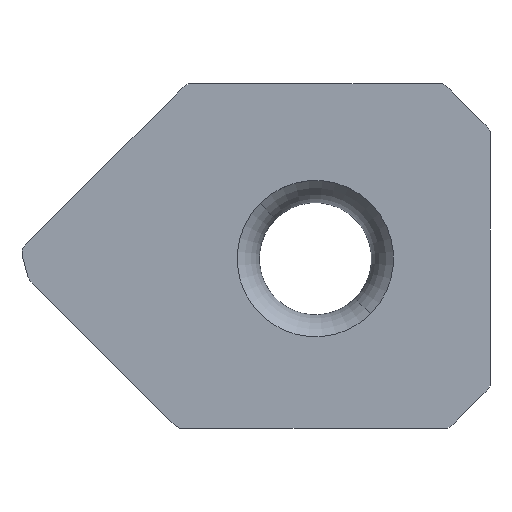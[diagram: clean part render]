
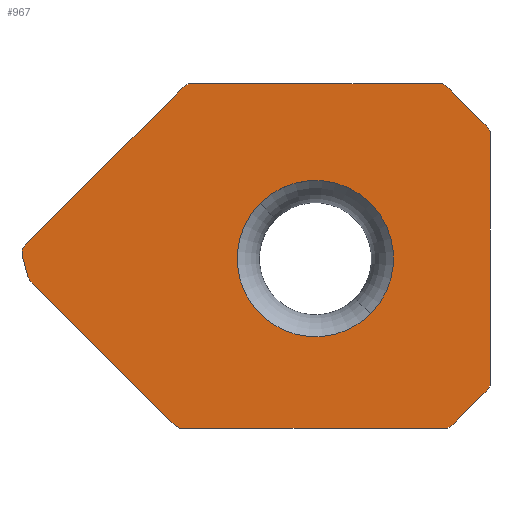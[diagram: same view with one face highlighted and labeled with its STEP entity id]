
A CAD part, top view. The second image highlights one B-rep face of the part: STEP entity #967.
In plain terms, the highlighted planar face has unit normal (0, 0, 1).
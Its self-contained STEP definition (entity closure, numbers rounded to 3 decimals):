
#24=DIRECTION('',(-0.707,0.707,0.));
#25=VECTOR('',#24,1.818);
#26=CARTESIAN_POINT('',(6.469,5.184,0.));
#27=LINE('',#26,#25);
#250=CARTESIAN_POINT('',(0.,0.,0.));
#251=DIRECTION('',(0.,0.,-1.));
#252=DIRECTION('',(-0.707,0.707,0.));
#253=AXIS2_PLACEMENT_3D('',#250,#251,#252);
#280=DIRECTION('',(-1.,0.,0.));
#281=VECTOR('',#280,10.28);
#282=CARTESIAN_POINT('',(5.071,-6.5,0.));
#283=LINE('',#282,#281);
#287=CARTESIAN_POINT('',(-5.562,-6.241,0.));
#288=CARTESIAN_POINT('',(-5.47,-6.332,0.));
#289=CARTESIAN_POINT('',(-5.352,-6.422,0.));
#290=CARTESIAN_POINT('',(-5.224,-6.492,0.));
#291=CARTESIAN_POINT('',(-5.209,-6.5,0.));
#296=CARTESIAN_POINT('',(345.365,349.919,0.));
#297=DIRECTION('',(0.,0.,1.));
#298=DIRECTION('',(-0.712,-0.702,0.));
#299=AXIS2_PLACEMENT_3D('',#296,#297,#298);
#304=CARTESIAN_POINT('',(-11.027,-0.699,0.));
#305=CARTESIAN_POINT('',(-11.025,-0.703,0.));
#306=CARTESIAN_POINT('',(-11.004,-0.75,
0.));
#307=CARTESIAN_POINT('',(-10.956,-0.834,
0.));
#308=CARTESIAN_POINT('',(-10.897,-0.905,
0.));
#309=CARTESIAN_POINT('',(-10.865,-0.937,
0.));
#314=DIRECTION('',(-0.259,0.966,0.));
#315=VECTOR('',#314,0.822);
#316=CARTESIAN_POINT('',(-11.027,-0.699,0.));
#317=LINE('',#316,#315);
#321=CARTESIAN_POINT('',(-11.123,0.53,0.));
#322=CARTESIAN_POINT('',(-11.16,0.493,0.));
#323=CARTESIAN_POINT('',(-11.221,0.406,0.));
#324=CARTESIAN_POINT('',(-11.263,0.252,0.));
#325=CARTESIAN_POINT('',(-11.253,0.146,0.));
#326=CARTESIAN_POINT('',(-11.24,0.095,0.));
#331=CARTESIAN_POINT('',(-5.184,6.469,0.));
#332=CARTESIAN_POINT('',(-5.104,6.549,0.));
#333=CARTESIAN_POINT('',(-5.,6.629,0.));
#334=CARTESIAN_POINT('',(-4.886,6.692,0.));
#335=CARTESIAN_POINT('',(-4.871,6.7,0.));
#340=DIRECTION('',(1.,0.,0.));
#341=VECTOR('',#340,9.742);
#342=CARTESIAN_POINT('',(-4.871,6.7,0.));
#343=LINE('',#342,#341);
#347=CARTESIAN_POINT('',(5.184,6.469,0.));
#348=CARTESIAN_POINT('',(5.104,6.549,0.));
#349=CARTESIAN_POINT('',(5.,6.629,0.));
#350=CARTESIAN_POINT('',(4.886,6.692,0.));
#351=CARTESIAN_POINT('',(4.871,6.7,0.));
#356=CARTESIAN_POINT('',(6.7,4.871,0.));
#357=CARTESIAN_POINT('',(6.692,4.886,0.));
#358=CARTESIAN_POINT('',(6.629,5.,0.));
#359=CARTESIAN_POINT('',(6.549,5.104,0.));
#360=CARTESIAN_POINT('',(6.469,5.184,0.));
#365=DIRECTION('',(0.,1.,0.));
#366=VECTOR('',#365,9.742);
#367=CARTESIAN_POINT('',(6.7,-4.871,0.));
#368=LINE('',#367,#366);
#372=CARTESIAN_POINT('',(6.7,-4.871,0.));
#373=CARTESIAN_POINT('',(6.692,-4.886,0.));
#374=CARTESIAN_POINT('',(6.629,-5.,0.));
#375=CARTESIAN_POINT('',(6.549,-5.104,0.));
#376=CARTESIAN_POINT('',(6.469,-5.184,0.));
#381=CARTESIAN_POINT('',(5.071,-6.5,0.));
#382=CARTESIAN_POINT('',(5.086,-6.492,0.));
#383=CARTESIAN_POINT('',(5.2,-6.429,0.));
#384=CARTESIAN_POINT('',(5.304,-6.349,0.));
#385=CARTESIAN_POINT('',(5.384,-6.269,0.));
#390=CARTESIAN_POINT('',(0.,0.,0.));
#391=DIRECTION('',(0.,0.,-1.));
#392=DIRECTION('',(0.707,-0.707,0.));
#393=AXIS2_PLACEMENT_3D('',#390,#391,#392);
#503=DIRECTION('',(-0.707,-0.707,0.));
#504=VECTOR('',#503,8.4);
#505=CARTESIAN_POINT('',(-5.184,6.469,0.));
#506=LINE('',#505,#504);
#538=DIRECTION('',(0.707,0.707,0.));
#539=VECTOR('',#538,1.535);
#540=CARTESIAN_POINT('',(5.384,-6.269,0.));
#541=LINE('',#540,#539);
#575=CARTESIAN_POINT('',(2.121,-2.121,0.));
#576=CARTESIAN_POINT('',(-2.121,2.121,0.));
#577=VERTEX_POINT('',#575);
#578=VERTEX_POINT('',#576);
#595=CARTESIAN_POINT('',(5.071,-6.5,0.));
#596=CARTESIAN_POINT('',(-5.209,-6.5,0.));
#597=VERTEX_POINT('',#595);
#598=VERTEX_POINT('',#596);
#599=CARTESIAN_POINT('',(6.7,-4.871,0.));
#600=CARTESIAN_POINT('',(6.7,4.871,0.));
#601=VERTEX_POINT('',#599);
#602=VERTEX_POINT('',#600);
#603=CARTESIAN_POINT('',(-4.871,6.7,0.));
#604=CARTESIAN_POINT('',(4.871,6.7,0.));
#605=VERTEX_POINT('',#603);
#606=VERTEX_POINT('',#604);
#607=CARTESIAN_POINT('',(5.184,6.469,0.));
#609=VERTEX_POINT('',#607);
#612=CARTESIAN_POINT('',(6.469,5.184,0.));
#614=VERTEX_POINT('',#612);
#616=CARTESIAN_POINT('',(6.469,-5.184,0.));
#618=VERTEX_POINT('',#616);
#620=CARTESIAN_POINT('',(5.384,-6.269,0.));
#622=VERTEX_POINT('',#620);
#623=CARTESIAN_POINT('',(-5.184,6.469,0.));
#625=VERTEX_POINT('',#623);
#630=CARTESIAN_POINT('',(-5.562,-6.241,0.));
#632=VERTEX_POINT('',#630);
#633=VERTEX_POINT('',#304);
#634=VERTEX_POINT('',#309);
#635=CARTESIAN_POINT('',(-11.123,0.53,0.));
#637=VERTEX_POINT('',#635);
#639=VERTEX_POINT('',#326);
#927=CARTESIAN_POINT('',(0.,0.,0.));
#928=DIRECTION('',(0.,0.,1.));
#929=DIRECTION('',(0.707,-0.707,0.));
#930=AXIS2_PLACEMENT_3D('',#927,#928,#929);
#931=PLANE('',#930);
#933=ORIENTED_EDGE('',*,*,#932,.T.);
#935=ORIENTED_EDGE('',*,*,#934,.F.);
#937=ORIENTED_EDGE('',*,*,#936,.F.);
#939=ORIENTED_EDGE('',*,*,#938,.F.);
#941=ORIENTED_EDGE('',*,*,#940,.T.);
#943=ORIENTED_EDGE('',*,*,#942,.F.);
#945=ORIENTED_EDGE('',*,*,#944,.F.);
#947=ORIENTED_EDGE('',*,*,#946,.T.);
#949=ORIENTED_EDGE('',*,*,#948,.T.);
#951=ORIENTED_EDGE('',*,*,#950,.F.);
#952=ORIENTED_EDGE('',*,*,#650,.F.);
#953=ORIENTED_EDGE('',*,*,#702,.F.);
#954=ORIENTED_EDGE('',*,*,#717,.F.);
#955=ORIENTED_EDGE('',*,*,#771,.T.);
#957=ORIENTED_EDGE('',*,*,#956,.F.);
#959=ORIENTED_EDGE('',*,*,#958,.F.);
#960=EDGE_LOOP('',(#933,#935,#937,#939,#941,#943,#945,#947,#949,#951,#952,#953,
#954,#955,#957,#959));
#961=FACE_OUTER_BOUND('',#960,.F.);
#963=ORIENTED_EDGE('',*,*,#962,.F.);
#964=ORIENTED_EDGE('',*,*,#917,.F.);
#965=EDGE_LOOP('',(#963,#964));
#966=FACE_BOUND('',#965,.F.);
#254=CIRCLE('',#253,3.);
#292=B_SPLINE_CURVE_WITH_KNOTS('',3,(#287,#288,#289,#290,#291),.UNSPECIFIED.,
.F.,.F.,(4,1,4),(0.,0.884,1.),.UNSPECIFIED.);
#300=CIRCLE('',#299,500.);
#310=B_SPLINE_CURVE_WITH_KNOTS('',3,(#304,#305,#306,#307,#308,#309),
.UNSPECIFIED.,.F.,.F.,(4,1,1,4),(0.,0.05,0.525,1.),
.UNSPECIFIED.);
#327=B_SPLINE_CURVE_WITH_KNOTS('',3,(#321,#322,#323,#324,#325,#326),
.UNSPECIFIED.,.F.,.F.,(4,1,1,4),(0.,0.333,0.667,1.),
.UNSPECIFIED.);
#336=B_SPLINE_CURVE_WITH_KNOTS('',3,(#331,#332,#333,#334,#335),.UNSPECIFIED.,
.F.,.F.,(4,1,4),(0.,0.872,1.),.UNSPECIFIED.);
#352=B_SPLINE_CURVE_WITH_KNOTS('',3,(#347,#348,#349,#350,#351),.UNSPECIFIED.,
.F.,.F.,(4,1,4),(0.,0.872,1.),.UNSPECIFIED.);
#361=B_SPLINE_CURVE_WITH_KNOTS('',3,(#356,#357,#358,#359,#360),.UNSPECIFIED.,
.F.,.F.,(4,1,4),(0.,0.128,1.),.UNSPECIFIED.);
#377=B_SPLINE_CURVE_WITH_KNOTS('',3,(#372,#373,#374,#375,#376),.UNSPECIFIED.,
.F.,.F.,(4,1,4),(0.,0.128,1.),.UNSPECIFIED.);
#386=B_SPLINE_CURVE_WITH_KNOTS('',3,(#381,#382,#383,#384,#385),.UNSPECIFIED.,
.F.,.F.,(4,1,4),(0.,0.128,1.),.UNSPECIFIED.);
#394=CIRCLE('',#393,3.);
#650=EDGE_CURVE('',#614,#609,#27,.T.);
#702=EDGE_CURVE('',#602,#614,#361,.T.);
#717=EDGE_CURVE('',#601,#602,#368,.T.);
#771=EDGE_CURVE('',#601,#618,#377,.T.);
#917=EDGE_CURVE('',#578,#577,#254,.T.);
#932=EDGE_CURVE('',#597,#598,#283,.T.);
#934=EDGE_CURVE('',#632,#598,#292,.T.);
#936=EDGE_CURVE('',#634,#632,#300,.T.);
#938=EDGE_CURVE('',#633,#634,#310,.T.);
#940=EDGE_CURVE('',#633,#639,#317,.T.);
#942=EDGE_CURVE('',#637,#639,#327,.T.);
#944=EDGE_CURVE('',#625,#637,#506,.T.);
#946=EDGE_CURVE('',#625,#605,#336,.T.);
#948=EDGE_CURVE('',#605,#606,#343,.T.);
#950=EDGE_CURVE('',#609,#606,#352,.T.);
#956=EDGE_CURVE('',#622,#618,#541,.T.);
#958=EDGE_CURVE('',#597,#622,#386,.T.);
#962=EDGE_CURVE('',#577,#578,#394,.T.);
#967=ADVANCED_FACE('',(#961,#966),#931,.T.);
